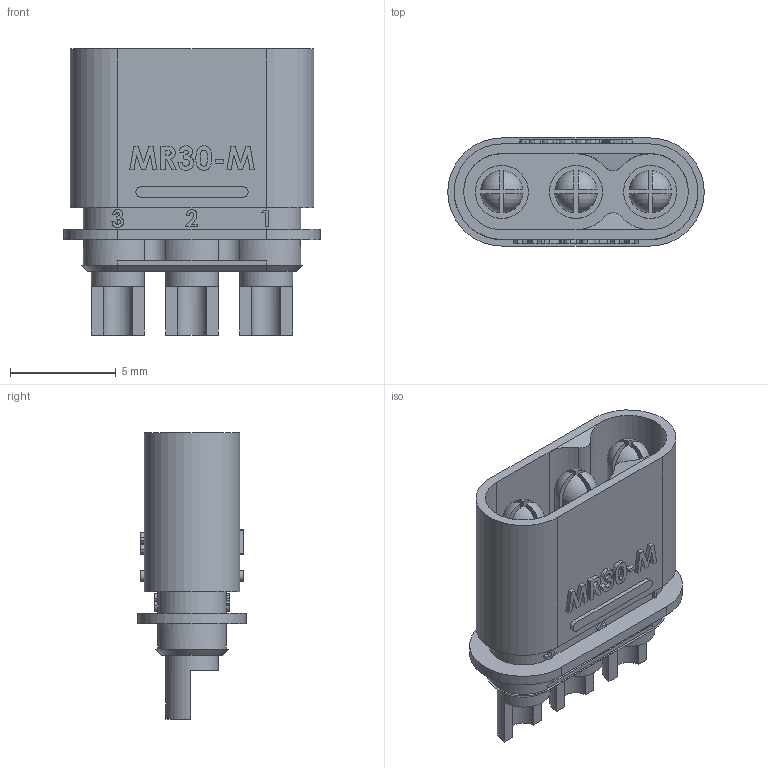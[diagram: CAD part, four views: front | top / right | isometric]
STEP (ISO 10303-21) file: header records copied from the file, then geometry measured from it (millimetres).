
FILE_DESCRIPTION(/* description */ ('STEP AP242','CAx-IF Rec.Pracs.---Representation and Presentation of Product Manufacturing Information (PMI)---4.0---2014-10-13','CAx-IF Rec.Pracs.---3D Tessellated Geometry---0.4---2014-09-14','2;1'),/* implementation_level */ '2;1');
FILE_NAME(/* name */ '66cf05b4f954380fa12c2498',/* time_stamp */ '2024-08-28T11:10:45Z',/* author */ (''),/* organization */ (''),/* preprocessor_version */ 'ST-DEVELOPER v20',/* originating_system */ ' ',/* authorisation */ ' ');
FILE_SCHEMA (('AP242_MANAGED_MODEL_BASED_3D_ENGINEERING_MIM_LF { 1 0 10303 442 1 1 4 }'));
Length unit declared in the file: metre
Products named in the file (6): ASM, Amass MR30 mated pair; ASM, Amass MR30-M with Shroud <1>; Amass MR30-M_default
Assembly tree (5 placements, depth 3):
  ASM, Amass MR30 mated pair
    ASM, Amass MR30-M with Shroud <1>
      Amass MR30-M_default
      Amass MR30-M_default
      Amass MR30-M_default
      Amass MR30-M_default
Bounding box: 12.1 x 5.1 x 13.5 mm (x, y, z)
Volume: 300.5 mm3; surface area: 1122.4 mm2
Topology: 4 solids, 4 shells, 373 faces, 987 edges, 655 vertices
Faces by surface type: plane 204, cylinder 80, bspline 72, sphere 12, cone 5
Full cylindrical faces by diameter (mm): 1.4 x3, 2.5 x6
Entity records: 15458 total; most frequent: CARTESIAN_POINT 6553, ORIENTED_EDGE 1932, DIRECTION 1583, EDGE_CURVE 966, VERTEX_POINT 649, LINE 563, VECTOR 563, AXIS2_PLACEMENT_3D 510
